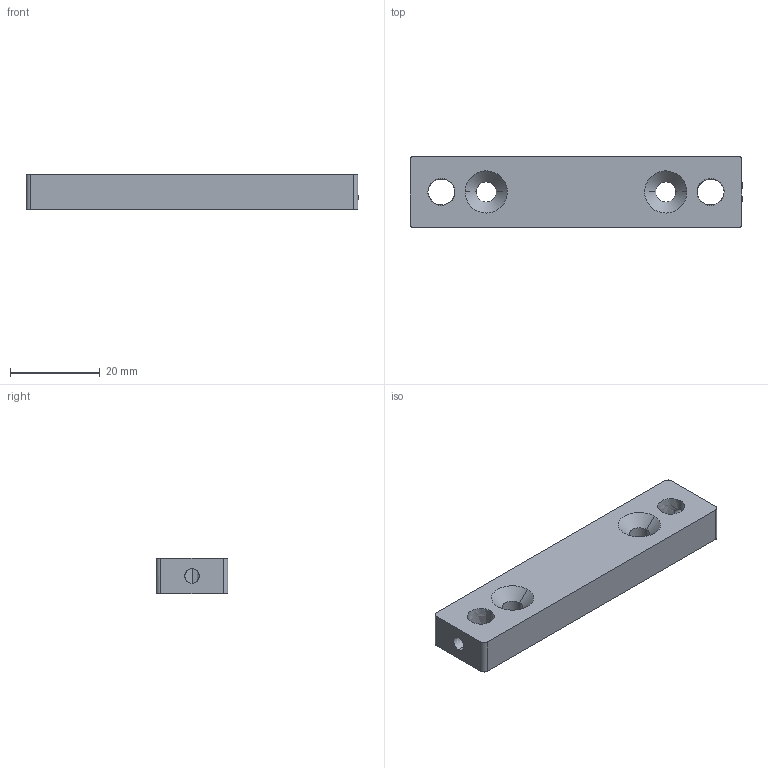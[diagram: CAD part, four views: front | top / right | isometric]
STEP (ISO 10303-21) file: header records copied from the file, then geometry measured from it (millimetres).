
FILE_DESCRIPTION(/* description */ (''),/* implementation_level */ '2;1');
FILE_NAME(/* name */ '60-SP',/* time_stamp */ '2024-11-26T10:29:44+03:00',/* author */ (''),/* organization */ (''),/* preprocessor_version */ 'ST-DEVELOPER v15',/* originating_system */ '',/* authorisation */ '');
FILE_SCHEMA (('AUTOMOTIVE_DESIGN'));
Length unit declared in the file: millimetre
Products named in the file (1): Document
Bounding box: 74 x 16 x 8 mm (x, y, z)
Volume: 8574.1 mm3; surface area: 4172.2 mm2
Topology: 1 solids, 1 shells, 26 faces, 70 edges, 44 vertices
Faces by surface type: bspline 20, plane 6
Entity records: 935 total; most frequent: CARTESIAN_POINT 522, ORIENTED_EDGE 140, EDGE_CURVE 70, VERTEX_POINT 44, EDGE_LOOP 36, ADVANCED_FACE 26, FACE_OUTER_BOUND 26, B_SPLINE_CURVE_WITH_KNOTS 18
